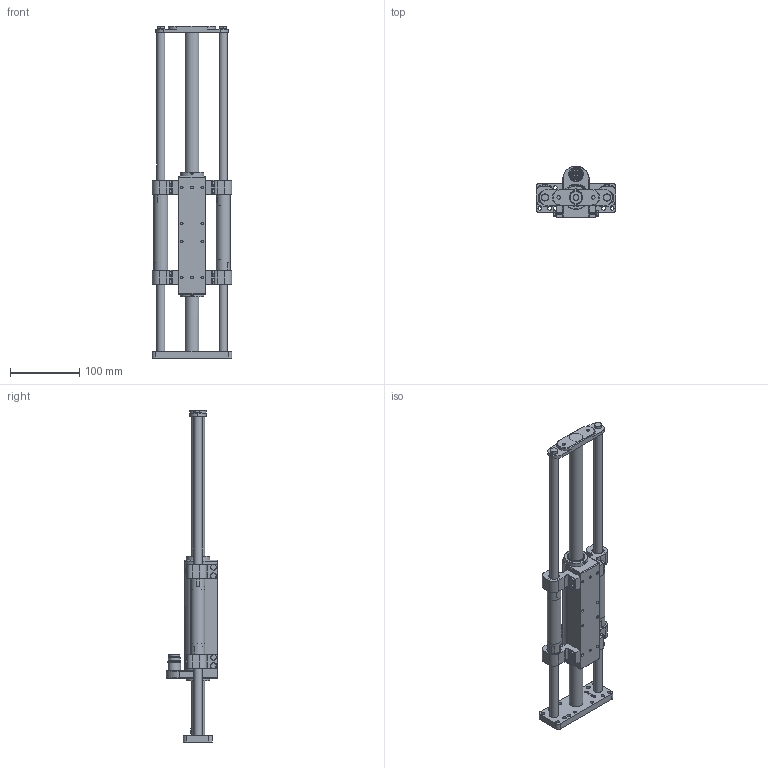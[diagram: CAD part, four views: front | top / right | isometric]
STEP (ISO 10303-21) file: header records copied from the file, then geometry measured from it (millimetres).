
FILE_DESCRIPTION (( 'STEP AP214' ), '1' );
FILE_NAME ('0186-2323_241017_SM01-37Sx120F-HP-R-280_BE20_SSCP.STEP', '2024-10-17T13:36:25', ( '' ), ( '' ), 'SwSTEP 2.0', 'SolidWorks 2024', '' );
FILE_SCHEMA (( 'AUTOMOTIVE_DESIGN' ));
Length unit declared in the file: millimetre
Products named in the file (24): 0180-3856_Dichtung_LBBR 12x20x3.5; 0180-1835_ PB01-37Sh_SSHL_PB01h-37Sh_SSC-20; PS01h-37Sx120F-HP-SSC-R-G01; 0230-1144_D1-M6x1_SW7; 0180-3855_SM01k-37S-RP-BE20-SSC; SM01-37Sx120F-HP-R-xxx_SSCP_Motor_fix; 0186-1008_PS01-37Sx120F-HP-B01-SSCP-G01-R; 0180-1836_ PB01-37Sv_SSHL_PB01-37Sv_SSC-20; 0160-0165_MC01-Rg!m-SSC; 0230-xxxx_Zyl.-Schr_I-6kt_n-K_M6x16_INOX; 0180-3854_SM01k-37S-FP-BE20-SSC; SM01-37Sx120F-HP-R-280_BE20_SSCP_Läufer_beweglich_FREI; 0180-3849_SM01k-37S-12-RTS-R; 0180-3850_SM01k-37S-12-RTS-L; 0230-0644_O-Ring_22.00x1.00_NBR70_schwarz_Gedehnt; 0180-3851_SL01k-LR-20x...-SSC_SL01k-LR-20x148-SSC; 0230-0744_6kt-schr_M6x18_INOX; 0230-0725_6kt-schr_M5x14_INOX; 0186-2323_241017_SM01-37Sx120F-HP-R-280_BE20_SSCP; 0230-0062_Linearkugellager_LBBR 12-2LS; 0186-1908_PL01-20x470!420-HP-SF_PL01-20x470!420-HP-SF; 0180-3853_SL01k-12x...-2xM6-SSC_SL01k-12x465-2xM6-SSC; 0160-5051_SL01h-37Sx120-BE20; 0230-0615_Zyl.-Schr_I-6kt_n-K_M8x16_8.8_INOX
Assembly tree (42 placements, depth 4):
  0186-2323_241017_SM01-37Sx120F-HP-R-280_BE20_SSCP
    SM01-37Sx120F-HP-R-xxx_SSCP_Motor_fix
      0186-1008_PS01-37Sx120F-HP-B01-SSCP-G01-R
        PS01h-37Sx120F-HP-SSC-R-G01
        0160-0165_MC01-Rg!m-SSC
        0230-0644_O-Ring_22.00x1.00_NBR70_schwarz_Gedehnt  x2
        0180-1835_ PB01-37Sh_SSHL_PB01h-37Sh_SSC-20
        0180-1836_ PB01-37Sv_SSHL_PB01-37Sv_SSC-20
      0180-3849_SM01k-37S-12-RTS-R  x2
      0180-3850_SM01k-37S-12-RTS-L  x2
      0160-5051_SL01h-37Sx120-BE20  x2
        0180-3851_SL01k-LR-20x...-SSC_SL01k-LR-20x148-SSC
        0230-0062_Linearkugellager_LBBR 12-2LS
      0230-0725_6kt-schr_M5x14_INOX  x8
      0180-3856_Dichtung_LBBR 12x20x3.5  x2
    SM01-37Sx120F-HP-R-280_BE20_SSCP_Läufer_beweglich_FREI
      0180-3853_SL01k-12x...-2xM6-SSC_SL01k-12x465-2xM6-SSC  x2
      0180-3854_SM01k-37S-FP-BE20-SSC
      0230-0615_Zyl.-Schr_I-6kt_n-K_M8x16_8.8_INOX
      0230-xxxx_Zyl.-Schr_I-6kt_n-K_M6x16_INOX  x2
      0180-3855_SM01k-37S-RP-BE20-SSC
      0230-0744_6kt-schr_M6x18_INOX  x2
      0186-1908_PL01-20x470!420-HP-SF_PL01-20x470!420-HP-SF
    0230-1144_D1-M6x1_SW7  x4
Bounding box: 115 x 75 x 479.35 mm (x, y, z)
Volume: 637267.4 mm3; surface area: 231287.1 mm2
Topology: 48 solids, 48 shells, 1994 faces, 4453 edges, 2697 vertices
Faces by surface type: plane 697, cone 527, cylinder 498, bspline 247, torus 25
Full cylindrical faces by diameter (mm): 1.15 x5, 1.2 x3, 1.6 x4, 2.1 x5, 3 x3, 3.2 x3, 4 x8, 4.2 x16, 4.773 x4, 5 x162, 5.3 x14, 6 x34, 6.6 x2, 6.8 x2, 7 x2, 8 x19, 9 x1, 10 x4, 11 x2, 12 x16, 13 x1, 13.8 x1, 14.05 x1, 14.2 x1, 15 x1, 15.5 x4, 15.54 x1, 15.7 x1, 16 x16, 16.2 x2
Entity records: 43325 total; most frequent: CARTESIAN_POINT 17026, ORIENTED_EDGE 4310, DIRECTION 3961, EDGE_CURVE 2155, EDGE_LOOP 1604, VERTEX_POINT 1555, AXIS2_PLACEMENT_3D 1509, FACE_OUTER_BOUND 1287
